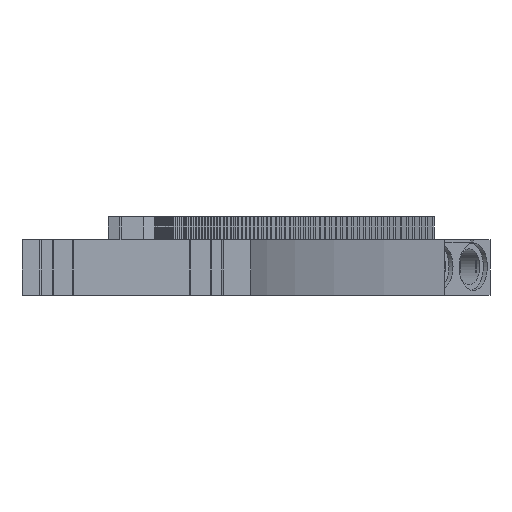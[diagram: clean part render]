
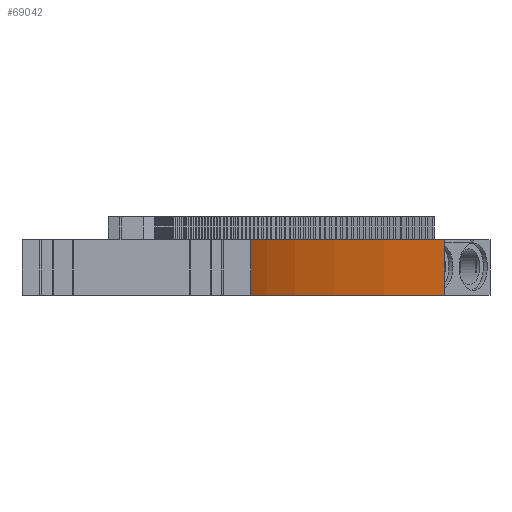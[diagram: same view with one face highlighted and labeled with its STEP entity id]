
A CAD part, front view. The second image highlights one B-rep face of the part: STEP entity #69042.
In plain terms, the highlighted cylindrical face has radius 184.1 mm (diameter 368.2 mm), a partial arc.
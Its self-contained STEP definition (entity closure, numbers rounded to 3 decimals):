
#207 = PLANE('',#208);
#208 = AXIS2_PLACEMENT_3D('',#209,#210,#211);
#209 = CARTESIAN_POINT('',(-7.094,-0.194,-5.5));
#210 = DIRECTION('',(-0.,-0.,1.));
#211 = DIRECTION('',(0.316,0.949,0.));
#342 = PLANE('',#343);
#343 = AXIS2_PLACEMENT_3D('',#344,#345,#346);
#344 = CARTESIAN_POINT('',(-7.094,-0.194,2.3));
#345 = DIRECTION('',(0.,0.,-1.));
#346 = DIRECTION('',(0.316,0.949,0.));
#23973 = VERTEX_POINT('',#23974);
#23974 = CARTESIAN_POINT('',(-0.76,-47.44,-5.5));
#23990 = PLANE('',#23991);
#23991 = AXIS2_PLACEMENT_3D('',#23992,#23993,#23994);
#23992 = CARTESIAN_POINT('',(14.643,-47.44,-5.5));
#23993 = DIRECTION('',(0.,1.,0.));
#23994 = DIRECTION('',(0.,0.,1.));
#24002 = EDGE_CURVE('',#23973,#24003,#24005,.T.);
#24003 = VERTEX_POINT('',#24004);
#24004 = CARTESIAN_POINT('',(26.32,33.802,-5.5));
#24005 = SURFACE_CURVE('',#24006,(#24011,#24022),.PCURVE_S1.);
#24006 = CIRCLE('',#24007,184.1);
#24007 = AXIS2_PLACEMENT_3D('',#24008,#24009,#24010);
#24008 = CARTESIAN_POINT('',(182.643,-63.44,-5.5));
#24009 = DIRECTION('',(0.,0.,-1.));
#24010 = DIRECTION('',(-1.,0.,0.));
#24011 = PCURVE('',#207,#24012);
#24012 = DEFINITIONAL_REPRESENTATION('',(#24013),#24021);
#24013 = ( BOUNDED_CURVE() B_SPLINE_CURVE(2,(#24014,#24015,#24016,#24017
    ,#24018,#24019,#24020),.UNSPECIFIED.,.T.,.F.) 
B_SPLINE_CURVE_WITH_KNOTS((1,2,2,2,2,1),(-2.094,0.,
    2.094,4.189,6.283,8.378),
.UNSPECIFIED.) CURVE() GEOMETRIC_REPRESENTATION_ITEM() 
RATIONAL_B_SPLINE_CURVE((1.,0.5,1.,0.5,1.,0.5,1.)) REPRESENTATION_ITEM(
  '') );
#24014 = CARTESIAN_POINT('',(-58.218,-25.347));
#24015 = CARTESIAN_POINT('',(244.29,75.488));
#24016 = CARTESIAN_POINT('',(180.362,-236.908));
#24017 = CARTESIAN_POINT('',(116.435,-549.305));
#24018 = CARTESIAN_POINT('',(-122.145,-337.744));
#24019 = CARTESIAN_POINT('',(-360.725,-126.183));
#24020 = CARTESIAN_POINT('',(-58.218,-25.347));
#24021 = ( GEOMETRIC_REPRESENTATION_CONTEXT(2) 
PARAMETRIC_REPRESENTATION_CONTEXT() REPRESENTATION_CONTEXT('2D SPACE',''
  ) );
#24022 = PCURVE('',#24023,#24028);
#24023 = CYLINDRICAL_SURFACE('',#24024,184.1);
#24024 = AXIS2_PLACEMENT_3D('',#24025,#24026,#24027);
#24025 = CARTESIAN_POINT('',(182.643,-63.44,2.3));
#24026 = DIRECTION('',(0.,0.,-1.));
#24027 = DIRECTION('',(-1.,0.,0.));
#24028 = DEFINITIONAL_REPRESENTATION('',(#24029),#24033);
#24029 = LINE('',#24030,#24031);
#24030 = CARTESIAN_POINT('',(0.,7.8));
#24031 = VECTOR('',#24032,1.);
#24032 = DIRECTION('',(1.,0.));
#24033 = ( GEOMETRIC_REPRESENTATION_CONTEXT(2) 
PARAMETRIC_REPRESENTATION_CONTEXT() REPRESENTATION_CONTEXT('2D SPACE',''
  ) );
#24051 = PLANE('',#24052);
#24052 = AXIS2_PLACEMENT_3D('',#24053,#24054,#24055);
#24053 = CARTESIAN_POINT('',(-12.557,62.96,-5.5));
#24054 = DIRECTION('',(-0.6,-0.8,0.));
#24055 = DIRECTION('',(0.,0.,1.));
#38736 = EDGE_CURVE('',#38737,#38739,#38741,.T.);
#38737 = VERTEX_POINT('',#38738);
#38738 = CARTESIAN_POINT('',(-0.76,-47.44,2.3));
#38739 = VERTEX_POINT('',#38740);
#38740 = CARTESIAN_POINT('',(26.32,33.802,2.3));
#38741 = SURFACE_CURVE('',#38742,(#38747,#38754),.PCURVE_S1.);
#38742 = CIRCLE('',#38743,184.1);
#38743 = AXIS2_PLACEMENT_3D('',#38744,#38745,#38746);
#38744 = CARTESIAN_POINT('',(182.643,-63.44,2.3));
#38745 = DIRECTION('',(0.,0.,-1.));
#38746 = DIRECTION('',(-1.,0.,0.));
#38747 = PCURVE('',#342,#38748);
#38748 = DEFINITIONAL_REPRESENTATION('',(#38749),#38753);
#38749 = CIRCLE('',#38750,184.1);
#38750 = AXIS2_PLACEMENT_2D('',#38751,#38752);
#38751 = CARTESIAN_POINT('',(0.,200.));
#38752 = DIRECTION('',(-0.316,-0.949));
#38753 = ( GEOMETRIC_REPRESENTATION_CONTEXT(2) 
PARAMETRIC_REPRESENTATION_CONTEXT() REPRESENTATION_CONTEXT('2D SPACE',''
  ) );
#38754 = PCURVE('',#24023,#38755);
#38755 = DEFINITIONAL_REPRESENTATION('',(#38756),#38760);
#38756 = LINE('',#38757,#38758);
#38757 = CARTESIAN_POINT('',(0.,0.));
#38758 = VECTOR('',#38759,1.);
#38759 = DIRECTION('',(1.,0.));
#38760 = ( GEOMETRIC_REPRESENTATION_CONTEXT(2) 
PARAMETRIC_REPRESENTATION_CONTEXT() REPRESENTATION_CONTEXT('2D SPACE',''
  ) );
#69000 = EDGE_CURVE('',#38737,#23973,#69001,.T.);
#69001 = SURFACE_CURVE('',#69002,(#69006,#69013),.PCURVE_S1.);
#69002 = LINE('',#69003,#69004);
#69003 = CARTESIAN_POINT('',(-0.76,-47.44,2.3));
#69004 = VECTOR('',#69005,1.);
#69005 = DIRECTION('',(0.,0.,-1.));
#69006 = PCURVE('',#23990,#69007);
#69007 = DEFINITIONAL_REPRESENTATION('',(#69008),#69012);
#69008 = LINE('',#69009,#69010);
#69009 = CARTESIAN_POINT('',(7.8,-15.403));
#69010 = VECTOR('',#69011,1.);
#69011 = DIRECTION('',(-1.,0.));
#69012 = ( GEOMETRIC_REPRESENTATION_CONTEXT(2) 
PARAMETRIC_REPRESENTATION_CONTEXT() REPRESENTATION_CONTEXT('2D SPACE',''
  ) );
#69013 = PCURVE('',#24023,#69014);
#69014 = DEFINITIONAL_REPRESENTATION('',(#69015),#69019);
#69015 = LINE('',#69016,#69017);
#69016 = CARTESIAN_POINT('',(0.087,0.));
#69017 = VECTOR('',#69018,1.);
#69018 = DIRECTION('',(0.,1.));
#69019 = ( GEOMETRIC_REPRESENTATION_CONTEXT(2) 
PARAMETRIC_REPRESENTATION_CONTEXT() REPRESENTATION_CONTEXT('2D SPACE',''
  ) );
#69042 = ADVANCED_FACE('',(#69043),#24023,.F.);
#69043 = FACE_BOUND('',#69044,.F.);
#69044 = EDGE_LOOP('',(#69045,#69046,#69047,#69068));
#69045 = ORIENTED_EDGE('',*,*,#69000,.F.);
#69046 = ORIENTED_EDGE('',*,*,#38736,.T.);
#69047 = ORIENTED_EDGE('',*,*,#69048,.T.);
#69048 = EDGE_CURVE('',#38739,#24003,#69049,.T.);
#69049 = SURFACE_CURVE('',#69050,(#69054,#69061),.PCURVE_S1.);
#69050 = LINE('',#69051,#69052);
#69051 = CARTESIAN_POINT('',(26.32,33.802,2.3));
#69052 = VECTOR('',#69053,1.);
#69053 = DIRECTION('',(0.,0.,-1.));
#69054 = PCURVE('',#24023,#69055);
#69055 = DEFINITIONAL_REPRESENTATION('',(#69056),#69060);
#69056 = LINE('',#69057,#69058);
#69057 = CARTESIAN_POINT('',(0.556,0.));
#69058 = VECTOR('',#69059,1.);
#69059 = DIRECTION('',(0.,1.));
#69060 = ( GEOMETRIC_REPRESENTATION_CONTEXT(2) 
PARAMETRIC_REPRESENTATION_CONTEXT() REPRESENTATION_CONTEXT('2D SPACE',''
  ) );
#69061 = PCURVE('',#24051,#69062);
#69062 = DEFINITIONAL_REPRESENTATION('',(#69063),#69067);
#69063 = LINE('',#69064,#69065);
#69064 = CARTESIAN_POINT('',(7.8,-48.597));
#69065 = VECTOR('',#69066,1.);
#69066 = DIRECTION('',(-1.,-0.));
#69067 = ( GEOMETRIC_REPRESENTATION_CONTEXT(2) 
PARAMETRIC_REPRESENTATION_CONTEXT() REPRESENTATION_CONTEXT('2D SPACE',''
  ) );
#69068 = ORIENTED_EDGE('',*,*,#24002,.F.);
